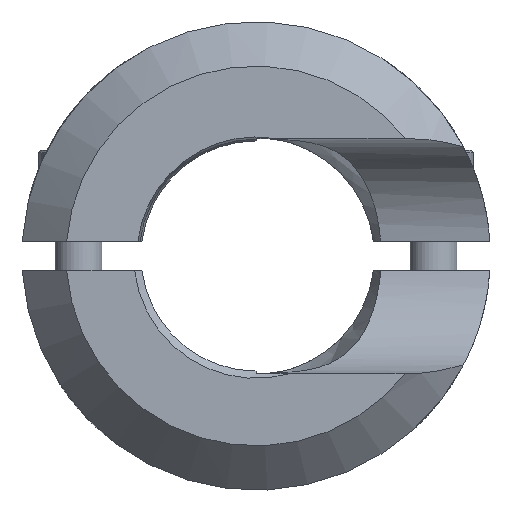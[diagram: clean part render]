
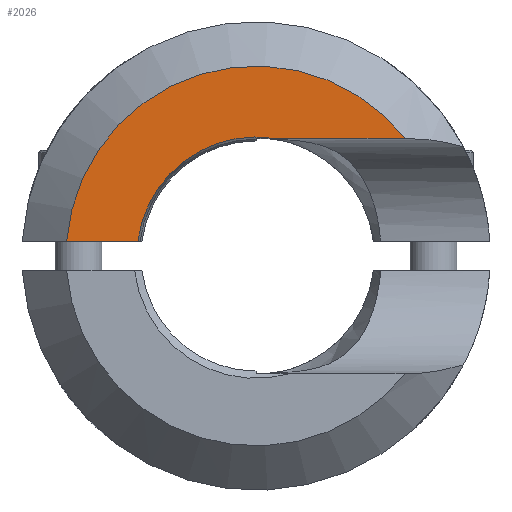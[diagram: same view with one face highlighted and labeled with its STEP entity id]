
A CAD part, front view. The second image highlights one B-rep face of the part: STEP entity #2026.
In plain terms, the highlighted planar face has unit normal (0, -1, 0).
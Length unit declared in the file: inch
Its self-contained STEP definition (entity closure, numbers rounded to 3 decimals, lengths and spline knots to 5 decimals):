
#362 = DIRECTION ( 'NONE',  ( 1., 0., 0. ) ) ;
#841 = CARTESIAN_POINT ( 'NONE',  ( -2.94465, -2.19007, 2.95829 ) ) ;
#932 = VECTOR ( 'NONE', #3514, 39.37008 ) ;
#1023 = LINE ( 'NONE', #2044, #932 ) ;
#1097 = EDGE_CURVE ( 'NONE', #1156, #7265, #1419, .T. ) ;
#1156 = VERTEX_POINT ( 'NONE', #9153 ) ;
#1345 = FACE_OUTER_BOUND ( 'NONE', #12440, .T. ) ;
#1419 = LINE ( 'NONE', #2248, #2622 ) ;
#1544 = CARTESIAN_POINT ( 'NONE',  ( -2.94465, -2.19007, 1.96829 ) ) ;
#1571 = AXIS2_PLACEMENT_3D ( 'NONE', #3195, #8118, #12037 ) ;
#1643 = DIRECTION ( 'NONE',  ( 0., 0., -1. ) ) ;
#2026 = ADVANCED_FACE ( 'NONE', ( #1345 ), #10135, .T. ) ;
#2044 = CARTESIAN_POINT ( 'NONE',  ( -6.38456, -2.19007, 2.03079 ) ) ;
#2248 = CARTESIAN_POINT ( 'NONE',  ( 0.81597, -2.19007, 2.46557 ) ) ;
#2622 = VECTOR ( 'NONE', #362, 39.37008 ) ;
#2795 = EDGE_CURVE ( 'NONE', #9609, #1156, #3621, .T. ) ;
#3195 = CARTESIAN_POINT ( 'NONE',  ( -2.94465, -2.19007, 1.96829 ) ) ;
#3514 = DIRECTION ( 'NONE',  ( 1., 0., 0. ) ) ;
#3621 = CIRCLE ( 'NONE', #1571, 0.50298 ) ;
#4058 = ORIENTED_EDGE ( 'NONE', *, *, #1097, .T. ) ;
#4857 = VERTEX_POINT ( 'NONE', #10069 ) ;
#5247 = CARTESIAN_POINT ( 'NONE',  ( -3.44373, -2.19007, 2.03079 ) ) ;
#5302 = DIRECTION ( 'NONE',  ( 0., 0., 1. ) ) ;
#5556 = AXIS2_PLACEMENT_3D ( 'NONE', #841, #6469, #1643 ) ;
#5907 = ORIENTED_EDGE ( 'NONE', *, *, #2795, .T. ) ;
#6469 = DIRECTION ( 'NONE',  ( 0., -1., 0. ) ) ;
#6751 = EDGE_CURVE ( 'NONE', #4857, #7265, #7873, .T. ) ;
#7248 = AXIS2_PLACEMENT_3D ( 'NONE', #1544, #10352, #5302 ) ;
#7265 = VERTEX_POINT ( 'NONE', #10651 ) ;
#7518 = EDGE_CURVE ( 'NONE', #4857, #9609, #1023, .T. ) ;
#7873 = CIRCLE ( 'NONE', #7248, 0.8025 ) ;
#7911 = ORIENTED_EDGE ( 'NONE', *, *, #6751, .F. ) ;
#8118 = DIRECTION ( 'NONE',  ( 0., 1., 0. ) ) ;
#9153 = CARTESIAN_POINT ( 'NONE',  ( -2.86918, -2.19007, 2.46557 ) ) ;
#9609 = VERTEX_POINT ( 'NONE', #5247 ) ;
#10069 = CARTESIAN_POINT ( 'NONE',  ( -3.74472, -2.19007, 2.03079 ) ) ;
#10135 = PLANE ( 'NONE',  #5556 ) ;
#10352 = DIRECTION ( 'NONE',  ( 0., 1., 0. ) ) ;
#10651 = CARTESIAN_POINT ( 'NONE',  ( -2.3148, -2.19007, 2.46557 ) ) ;
#10684 = ORIENTED_EDGE ( 'NONE', *, *, #7518, .T. ) ;
#12037 = DIRECTION ( 'NONE',  ( 0., 0., -1. ) ) ;
#12440 = EDGE_LOOP ( 'NONE', ( #7911, #10684, #5907, #4058 ) ) ;
